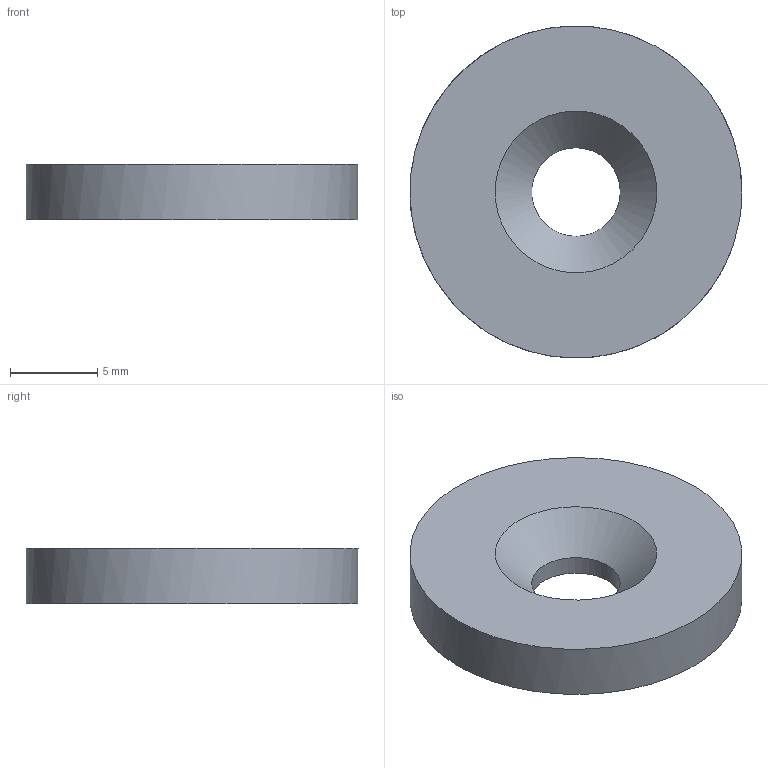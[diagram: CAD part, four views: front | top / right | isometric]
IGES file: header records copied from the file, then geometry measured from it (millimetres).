
Global section: file name: NSN0087; native system: Autodesk Inventor LT ; preprocessor: unknown; author: Adhi; date: 20150305.181236; units: inch
Bounding box: 19.05 x 19.05 x 3.17 mm (x, y, z)
Volume: 797.1 mm3; surface area: 756.8 mm2
Topology: 1 solids, 1 shells, 5 faces, 8 edges, 5 vertices
Faces by surface type: bspline 5
